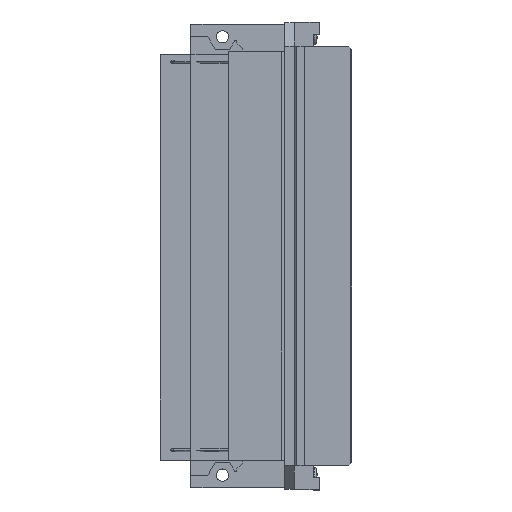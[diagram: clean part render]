
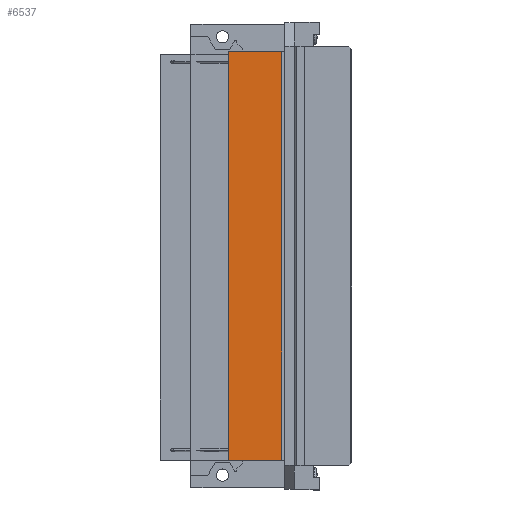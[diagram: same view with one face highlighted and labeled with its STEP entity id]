
A CAD part, top view. The second image highlights one B-rep face of the part: STEP entity #6537.
In plain terms, the highlighted planar face has unit normal (0, 0, 1).
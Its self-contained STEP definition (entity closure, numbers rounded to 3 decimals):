
#733=CARTESIAN_POINT('',(1.25,-80.77,10.75));
#734=VERTEX_POINT('',#733);
#735=CARTESIAN_POINT('',(1.25,2.03,10.75));
#736=VERTEX_POINT('',#735);
#737=CARTESIAN_POINT('',(1.25,-80.77,10.75));
#738=DIRECTION('',(0.0,1.0,0.0));
#739=VECTOR('',#738,82.8);
#740=LINE('',#737,#739);
#741=EDGE_CURVE('',#734,#736,#740,.T.);
#4988=CARTESIAN_POINT('',(12.,2.03,10.75));
#4989=VERTEX_POINT('',#4988);
#4996=CARTESIAN_POINT('',(12.,-80.77,10.75));
#4997=VERTEX_POINT('',#4996);
#4998=CARTESIAN_POINT('',(12.,-80.77,10.75));
#4999=DIRECTION('',(0.0,1.0,0.0));
#5000=VECTOR('',#4999,82.8);
#5001=LINE('',#4998,#5000);
#5002=EDGE_CURVE('',#4997,#4989,#5001,.T.);
#5027=CARTESIAN_POINT('',(12.,2.03,10.75));
#5028=DIRECTION('',(-1.0,0.0,0.0));
#5029=VECTOR('',#5028,10.75);
#5030=LINE('',#5027,#5029);
#5031=EDGE_CURVE('',#4989,#736,#5030,.T.);
#6521=CARTESIAN_POINT('',(6.625,-86.27,10.75));
#6522=DIRECTION('',(0.0,0.0,1.0));
#6523=DIRECTION('',(0.0,-1.0,0.0));
#6524=AXIS2_PLACEMENT_3D('',#6521,#6522,#6523);
#6525=PLANE('',#6524);
#6526=ORIENTED_EDGE('',*,*,#5031,.T.);
#6527=ORIENTED_EDGE('',*,*,#741,.F.);
#6528=CARTESIAN_POINT('',(1.25,-80.77,10.75));
#6529=DIRECTION('',(1.0,0.0,0.0));
#6530=VECTOR('',#6529,10.75);
#6531=LINE('',#6528,#6530);
#6532=EDGE_CURVE('',#734,#4997,#6531,.T.);
#6533=ORIENTED_EDGE('',*,*,#6532,.T.);
#6534=ORIENTED_EDGE('',*,*,#5002,.T.);
#6535=EDGE_LOOP('',(#6526,#6527,#6533,#6534));
#6536=FACE_OUTER_BOUND('',#6535,.T.);
#6537=ADVANCED_FACE('',(#6536),#6525,.T.);
